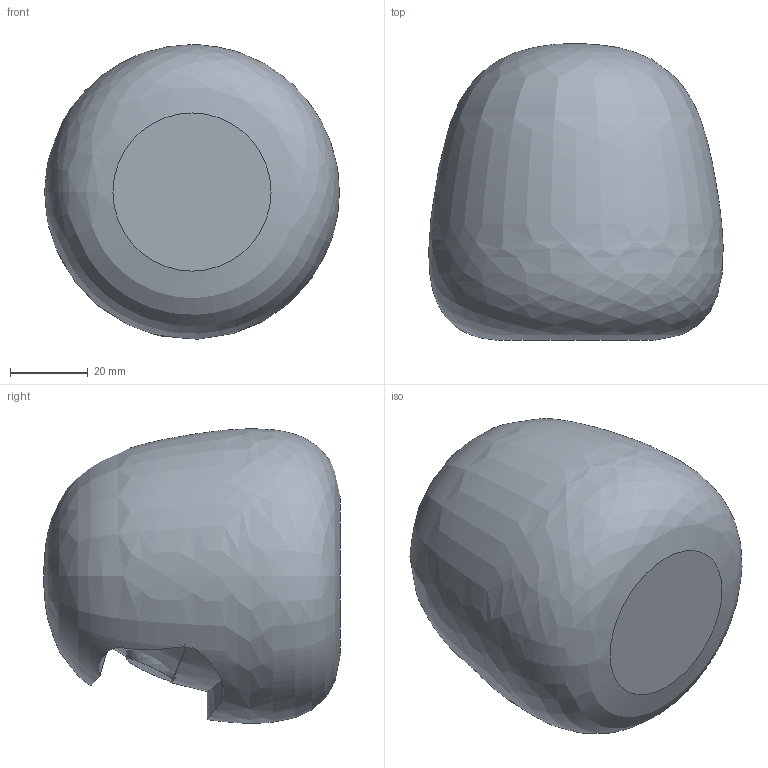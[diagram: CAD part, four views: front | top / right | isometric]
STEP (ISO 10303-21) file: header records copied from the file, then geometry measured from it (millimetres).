
FILE_DESCRIPTION(('FreeCAD Model'),'2;1');
FILE_NAME('Open CASCADE Shape Model','2024-06-13T12:39:32',(''),(''), 'Open CASCADE STEP processor 7.6','FreeCAD','Unknown');
FILE_SCHEMA(('AUTOMOTIVE_DESIGN { 1 0 10303 214 1 1 1 1 }'));
Length unit declared in the file: millimetre
Products named in the file (4): _05_Daruma_102; Fillet; Cut004_右目; Cut005_左目
Assembly tree (3 placements, depth 2):
  _05_Daruma_102
    Fillet
    Cut004_右目
    Cut005_左目
Bounding box: 75.76 x 76.21 x 75.73 mm (x, y, z)
Volume: 254612.6 mm3; surface area: 22688.5 mm2
Topology: 3 solids, 3 shells, 32 faces, 89 edges, 61 vertices
Faces by surface type: cylinder 17, plane 11, sphere 2, bspline 1, revolution 1
Entity records: 5041 total; most frequent: CARTESIAN_POINT 3473, DIRECTION 199, ORIENTED_EDGE 172, PCURVE 172, DEFINITIONAL_REPRESENTATION 172, B_SPLINE_CURVE_WITH_KNOTS 154, EDGE_CURVE 86, SURFACE_CURVE 83
